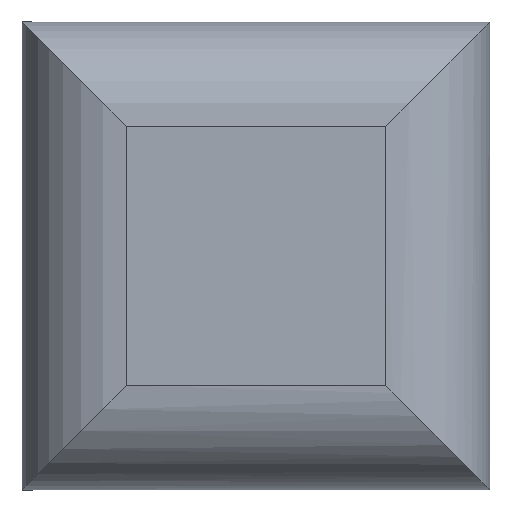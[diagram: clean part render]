
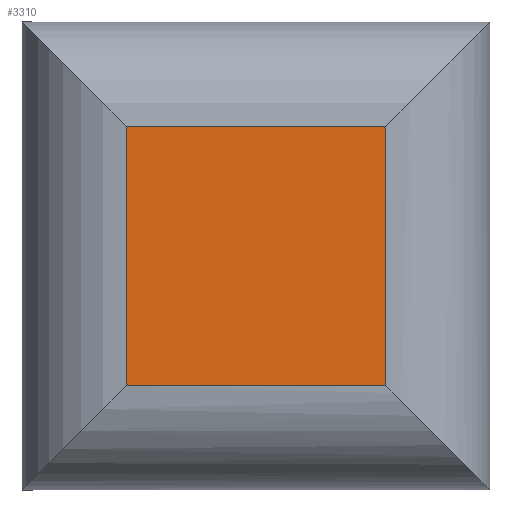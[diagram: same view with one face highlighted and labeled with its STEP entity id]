
A CAD part, left-side view. The second image highlights one B-rep face of the part: STEP entity #3310.
In plain terms, the highlighted planar face has unit normal (-1, 0, 0).
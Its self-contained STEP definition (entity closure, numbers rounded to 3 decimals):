
#188 = EDGE_CURVE ( 'NONE', #2867, #1150, #380, .T. ) ;
#352 = CARTESIAN_POINT ( 'NONE',  ( -4.65, -16.207, 37.194 ) ) ;
#380 = LINE ( 'NONE', #942, #3555 ) ;
#432 = FACE_OUTER_BOUND ( 'NONE', #1698, .T. ) ;
#812 = CARTESIAN_POINT ( 'NONE',  ( -4.65, -18.297, 39.284 ) ) ;
#922 = LINE ( 'NONE', #812, #1338 ) ;
#936 = PLANE ( 'NONE',  #1064 ) ;
#942 = CARTESIAN_POINT ( 'NONE',  ( -4.65, -17.697, 37.194 ) ) ;
#1064 = AXIS2_PLACEMENT_3D ( 'NONE', #3358, #1491, #1809 ) ;
#1093 = DIRECTION ( 'NONE',  ( 0., -1., 0. ) ) ;
#1150 = VERTEX_POINT ( 'NONE', #3937 ) ;
#1207 = ORIENTED_EDGE ( 'NONE', *, *, #188, .F. ) ;
#1338 = VECTOR ( 'NONE', #1093, 1000. ) ;
#1431 = EDGE_CURVE ( 'NONE', #1150, #1670, #2039, .T. ) ;
#1491 = DIRECTION ( 'NONE',  ( -1., 0., 0. ) ) ;
#1513 = DIRECTION ( 'NONE',  ( 0., 1., 0. ) ) ;
#1525 = EDGE_CURVE ( 'NONE', #1670, #2095, #3193, .T. ) ;
#1594 = CARTESIAN_POINT ( 'NONE',  ( -4.65, -16.207, 37.794 ) ) ;
#1670 = VERTEX_POINT ( 'NONE', #1594 ) ;
#1698 = EDGE_LOOP ( 'NONE', ( #2384, #1207, #3311, #3119 ) ) ;
#1707 = CARTESIAN_POINT ( 'NONE',  ( -4.65, -17.697, 39.284 ) ) ;
#1809 = DIRECTION ( 'NONE',  ( 0., 0., 1. ) ) ;
#2039 = LINE ( 'NONE', #3729, #3091 ) ;
#2060 = CARTESIAN_POINT ( 'NONE',  ( -4.65, -16.207, 39.284 ) ) ;
#2095 = VERTEX_POINT ( 'NONE', #2060 ) ;
#2229 = DIRECTION ( 'NONE',  ( 0., 0., -1. ) ) ;
#2384 = ORIENTED_EDGE ( 'NONE', *, *, #1431, .F. ) ;
#2457 = VECTOR ( 'NONE', #3097, 1000. ) ;
#2867 = VERTEX_POINT ( 'NONE', #1707 ) ;
#2878 = EDGE_CURVE ( 'NONE', #2095, #2867, #922, .T. ) ;
#3091 = VECTOR ( 'NONE', #1513, 1000. ) ;
#3097 = DIRECTION ( 'NONE',  ( 0., 0., 1. ) ) ;
#3119 = ORIENTED_EDGE ( 'NONE', *, *, #1525, .F. ) ;
#3193 = LINE ( 'NONE', #352, #2457 ) ;
#3310 = ADVANCED_FACE ( 'NONE', ( #432 ), #936, .T. ) ;
#3311 = ORIENTED_EDGE ( 'NONE', *, *, #2878, .F. ) ;
#3358 = CARTESIAN_POINT ( 'NONE',  ( -4.65, -18.297, 37.194 ) ) ;
#3555 = VECTOR ( 'NONE', #2229, 1000. ) ;
#3729 = CARTESIAN_POINT ( 'NONE',  ( -4.65, -18.297, 37.794 ) ) ;
#3937 = CARTESIAN_POINT ( 'NONE',  ( -4.65, -17.697, 37.794 ) ) ;
